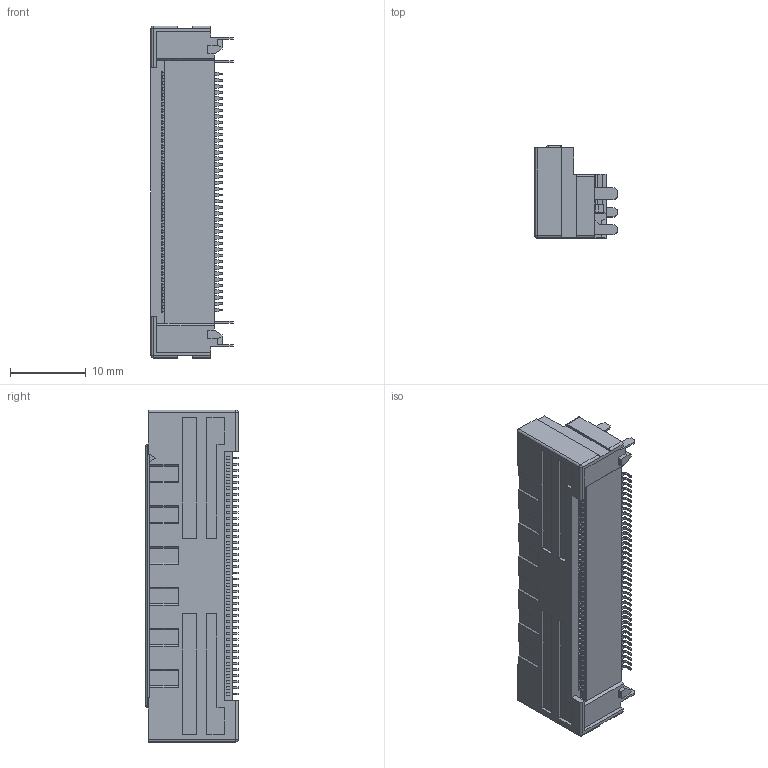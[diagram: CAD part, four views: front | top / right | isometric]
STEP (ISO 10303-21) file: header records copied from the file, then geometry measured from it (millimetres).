
FILE_DESCRIPTION(('CoCreate Modeling STEP Export'),'2;1');
FILE_NAME('FX18-80S-0.8SH.stp','2011-01-13T13:17:06',(''),(''),'CoCreate Modeling STEP processor for AP214 (Solid Model)','CoCreate Modeling 17.0 01-Apr-2010 (C) Parametric Technology GmbH','');
FILE_SCHEMA(('AUTOMOTIVE_DESIGN { 1 0 10303 214 1 1 1 1 }'));
Products named in the file (1): FX18-80S-0.8SH
Bounding box: 10.85 x 12.2 x 43.9 mm (x, y, z)
Volume: 2936.3 mm3; surface area: 2905.9 mm2
Topology: 1 solids, 1 shells, 2307 faces, 6418 edges, 4149 vertices
Faces by surface type: plane 1469, cylinder 672, torus 160, sphere 6
Entity records: 72708 total; most frequent: ORIENTED_EDGE 12824, CARTESIAN_POINT 12714, DIRECTION 12281, EDGE_CURVE 6412, VECTOR 4849, LINE 4849, VERTEX_POINT 4149, AXIS2_PLACEMENT_3D 3716
